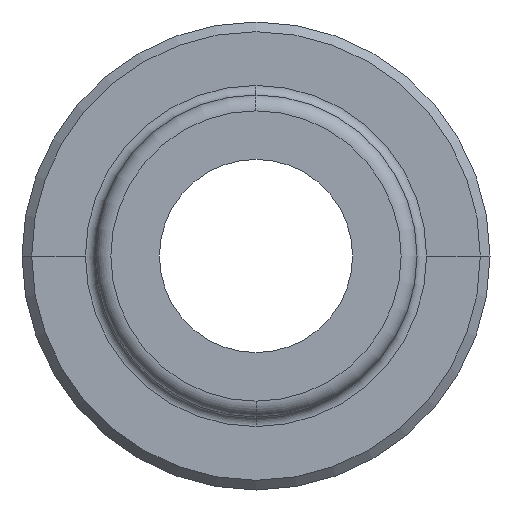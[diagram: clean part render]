
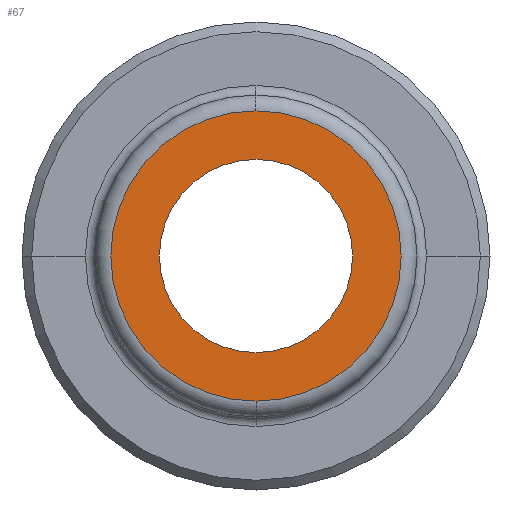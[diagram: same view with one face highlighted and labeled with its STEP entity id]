
A CAD part, front view. The second image highlights one B-rep face of the part: STEP entity #67.
In plain terms, the highlighted planar face has unit normal (0, -1, 0).
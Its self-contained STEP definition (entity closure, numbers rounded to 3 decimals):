
#67=ADVANCED_FACE('',(#134,#135),#136,.T.);
#134=FACE_OUTER_BOUND('',#228,.T.);
#135=FACE_BOUND('',#229,.T.);
#136=PLANE('',#230);
#228=EDGE_LOOP('',(#439,#440,#441));
#229=EDGE_LOOP('',(#442,#443));
#230=AXIS2_PLACEMENT_3D('',#444,#445,#446);
#439=ORIENTED_EDGE('',*,*,#683,.F.);
#440=ORIENTED_EDGE('',*,*,#682,.F.);
#441=ORIENTED_EDGE('',*,*,#693,.F.);
#442=ORIENTED_EDGE('',*,*,#692,.T.);
#443=ORIENTED_EDGE('',*,*,#687,.T.);
#444=CARTESIAN_POINT('',(3.804,-45.,0.0));
#445=DIRECTION('',(0.,-1.0,-0.0));
#446=DIRECTION('',(-1.0,0.,0.0));
#682=EDGE_CURVE('',#837,#840,#841,.T.);
#683=EDGE_CURVE('',#840,#842,#843,.T.);
#687=EDGE_CURVE('',#849,#846,#850,.T.);
#692=EDGE_CURVE('',#846,#849,#856,.T.);
#693=EDGE_CURVE('',#842,#837,#857,.T.);
#837=VERTEX_POINT('',#1029);
#840=VERTEX_POINT('',#1032);
#841=CIRCLE('',#1033,4.568);
#842=VERTEX_POINT('',#1034);
#843=CIRCLE('',#1035,4.568);
#846=VERTEX_POINT('',#1038);
#849=VERTEX_POINT('',#1042);
#850=CIRCLE('',#1043,3.041);
#856=CIRCLE('',#1050,3.041);
#857=CIRCLE('',#1051,4.568);
#1029=CARTESIAN_POINT('',(0.,-45.,4.568));
#1032=CARTESIAN_POINT('',(4.568,-45.,0.0));
#1033=AXIS2_PLACEMENT_3D('',#1223,#1224,#1225);
#1034=CARTESIAN_POINT('',(0.,-45.,-4.568));
#1035=AXIS2_PLACEMENT_3D('',#1226,#1227,#1228);
#1038=CARTESIAN_POINT('',(3.041,-45.,0.0));
#1042=CARTESIAN_POINT('',(-3.041,-45.,0.));
#1043=AXIS2_PLACEMENT_3D('',#1236,#1237,#1238);
#1050=AXIS2_PLACEMENT_3D('',#1249,#1250,#1251);
#1051=AXIS2_PLACEMENT_3D('',#1252,#1253,#1254);
#1223=CARTESIAN_POINT('',(0.0,-45.,0.0));
#1224=DIRECTION('',(-0.0,1.0,0.0));
#1225=DIRECTION('',(1.0,0.0,0.0));
#1226=CARTESIAN_POINT('',(0.0,-45.,0.0));
#1227=DIRECTION('',(-0.0,1.0,0.0));
#1228=DIRECTION('',(1.0,0.0,0.0));
#1236=CARTESIAN_POINT('',(0.0,-45.,0.0));
#1237=DIRECTION('',(-0.0,1.0,0.0));
#1238=DIRECTION('',(1.0,0.0,0.0));
#1249=CARTESIAN_POINT('',(0.0,-45.,0.0));
#1250=DIRECTION('',(-0.0,1.0,0.0));
#1251=DIRECTION('',(1.0,0.0,0.0));
#1252=CARTESIAN_POINT('',(0.0,-45.,0.0));
#1253=DIRECTION('',(-0.0,1.0,0.0));
#1254=DIRECTION('',(1.0,0.0,0.0));
